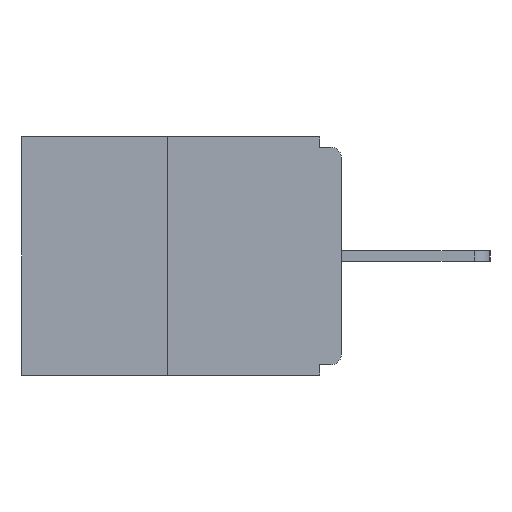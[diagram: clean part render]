
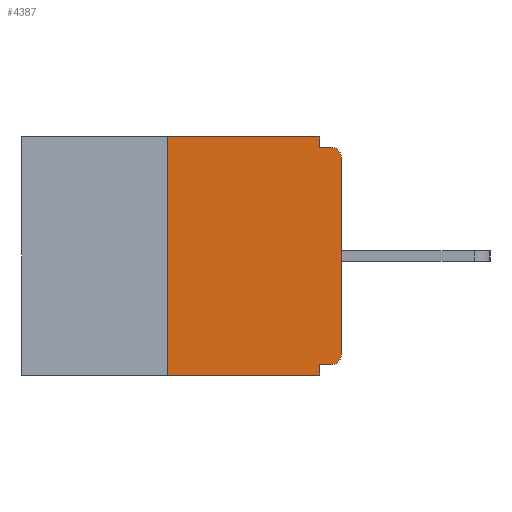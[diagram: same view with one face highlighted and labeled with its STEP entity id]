
A CAD part, left-side view. The second image highlights one B-rep face of the part: STEP entity #4387.
In plain terms, the highlighted planar face has unit normal (-1, 0, 0).
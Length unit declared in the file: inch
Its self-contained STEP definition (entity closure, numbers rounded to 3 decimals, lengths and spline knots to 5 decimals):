
#611 = EDGE_CURVE ( 'NONE', #17871, #18873, #12124, .T. ) ;
#1024 = CARTESIAN_POINT ( 'NONE',  ( 0., 0.015, -0.313 ) ) ;
#1080 = DIRECTION ( 'NONE',  ( -1., 0., 0. ) ) ;
#1261 = VERTEX_POINT ( 'NONE', #11953 ) ;
#1333 = EDGE_CURVE ( 'NONE', #8860, #7295, #5955, .T. ) ;
#1384 = ORIENTED_EDGE ( 'NONE', *, *, #1333, .T. ) ;
#2717 = CARTESIAN_POINT ( 'NONE',  ( 0., 0., -0.313 ) ) ;
#2734 = ORIENTED_EDGE ( 'NONE', *, *, #7190, .T. ) ;
#2849 = DIRECTION ( 'NONE',  ( 0., -1., 0. ) ) ;
#3008 = CARTESIAN_POINT ( 'NONE',  ( 0., 0., -0.328 ) ) ;
#3024 = DIRECTION ( 'NONE',  ( 0., 0., 1. ) ) ;
#3049 = DIRECTION ( 'NONE',  ( 0., -1., 0. ) ) ;
#3166 = VECTOR ( 'NONE', #3516, 39.37008 ) ;
#3287 = EDGE_CURVE ( 'NONE', #16221, #6265, #7464, .T. ) ;
#3332 = ORIENTED_EDGE ( 'NONE', *, *, #12198, .F. ) ;
#3384 = DIRECTION ( 'NONE',  ( 0., 0., 1. ) ) ;
#3516 = DIRECTION ( 'NONE',  ( 0., 0., -1. ) ) ;
#3728 = ORIENTED_EDGE ( 'NONE', *, *, #12402, .F. ) ;
#3787 = DIRECTION ( 'NONE',  ( 0., 0., -1. ) ) ;
#3917 = VERTEX_POINT ( 'NONE', #19120 ) ;
#4066 = DIRECTION ( 'NONE',  ( 0., 0., -1. ) ) ;
#4164 = PLANE ( 'NONE',  #10873 ) ;
#4387 = ADVANCED_FACE ( 'NONE', ( #14557 ), #4164, .F. ) ;
#4502 = DIRECTION ( 'NONE',  ( 0., -1., 0. ) ) ;
#4611 = CIRCLE ( 'NONE', #15595, 0.015 ) ;
#4736 = VECTOR ( 'NONE', #19224, 39.37008 ) ;
#4948 = EDGE_CURVE ( 'NONE', #17871, #9032, #19437, .T. ) ;
#5955 = LINE ( 'NONE', #13137, #10450 ) ;
#6011 = CARTESIAN_POINT ( 'NONE',  ( 0., 0.031, -0.015 ) ) ;
#6054 = CARTESIAN_POINT ( 'NONE',  ( 0., 0.031, -0.343 ) ) ;
#6177 = CARTESIAN_POINT ( 'NONE',  ( 0., 0.46, 0. ) ) ;
#6265 = VERTEX_POINT ( 'NONE', #7377 ) ;
#6554 = CARTESIAN_POINT ( 'NONE',  ( 0., 0.25, 0. ) ) ;
#7190 = EDGE_CURVE ( 'NONE', #7295, #6265, #4611, .T. ) ;
#7295 = VERTEX_POINT ( 'NONE', #8941 ) ;
#7377 = CARTESIAN_POINT ( 'NONE',  ( 0., 0.015, -0.015 ) ) ;
#7464 = LINE ( 'NONE', #13739, #18978 ) ;
#7609 = CIRCLE ( 'NONE', #12635, 0.015 ) ;
#7704 = CARTESIAN_POINT ( 'NONE',  ( 0., 0.25, 0. ) ) ;
#8391 = CARTESIAN_POINT ( 'NONE',  ( 0., 0.46, 0. ) ) ;
#8860 = VERTEX_POINT ( 'NONE', #2717 ) ;
#8941 = CARTESIAN_POINT ( 'NONE',  ( 0., 0., -0.03 ) ) ;
#9032 = VERTEX_POINT ( 'NONE', #6054 ) ;
#9741 = VECTOR ( 'NONE', #2849, 39.37008 ) ;
#10377 = DIRECTION ( 'NONE',  ( 0., 0., -1. ) ) ;
#10412 = EDGE_CURVE ( 'NONE', #18873, #1261, #19362, .T. ) ;
#10443 = ORIENTED_EDGE ( 'NONE', *, *, #12732, .T. ) ;
#10450 = VECTOR ( 'NONE', #3024, 39.37008 ) ;
#10561 = VECTOR ( 'NONE', #4502, 39.37008 ) ;
#10668 = LINE ( 'NONE', #13317, #11000 ) ;
#10873 = AXIS2_PLACEMENT_3D ( 'NONE', #8391, #16050, #4066 ) ;
#11000 = VECTOR ( 'NONE', #10377, 39.37008 ) ;
#11770 = EDGE_LOOP ( 'NONE', ( #14658, #18483, #13177, #17307, #3728, #10443, #1384, #2734, #18245, #3332 ) ) ;
#11953 = CARTESIAN_POINT ( 'NONE',  ( 0., 0.031, 0. ) ) ;
#12087 = CARTESIAN_POINT ( 'NONE',  ( 0., 0.25, -0.343 ) ) ;
#12124 = LINE ( 'NONE', #7704, #19192 ) ;
#12198 = EDGE_CURVE ( 'NONE', #1261, #16221, #15501, .T. ) ;
#12402 = EDGE_CURVE ( 'NONE', #16551, #3917, #16564, .T. ) ;
#12549 = CARTESIAN_POINT ( 'NONE',  ( 0., 0.031, 0. ) ) ;
#12635 = AXIS2_PLACEMENT_3D ( 'NONE', #1024, #19008, #3787 ) ;
#12732 = EDGE_CURVE ( 'NONE', #16551, #8860, #7609, .T. ) ;
#13137 = CARTESIAN_POINT ( 'NONE',  ( 0., 0., 0. ) ) ;
#13177 = ORIENTED_EDGE ( 'NONE', *, *, #4948, .T. ) ;
#13317 = CARTESIAN_POINT ( 'NONE',  ( 0., 0.031, -0.343 ) ) ;
#13739 = CARTESIAN_POINT ( 'NONE',  ( 0., 0., -0.015 ) ) ;
#13748 = EDGE_CURVE ( 'NONE', #3917, #9032, #10668, .T. ) ;
#14347 = CARTESIAN_POINT ( 'NONE',  ( 0., 0.015, -0.328 ) ) ;
#14557 = FACE_OUTER_BOUND ( 'NONE', #11770, .T. ) ;
#14658 = ORIENTED_EDGE ( 'NONE', *, *, #10412, .F. ) ;
#15303 = CARTESIAN_POINT ( 'NONE',  ( 0., 0.46, -0.343 ) ) ;
#15501 = LINE ( 'NONE', #12549, #3166 ) ;
#15595 = AXIS2_PLACEMENT_3D ( 'NONE', #16014, #1080, #17785 ) ;
#16014 = CARTESIAN_POINT ( 'NONE',  ( 0., 0.015, -0.03 ) ) ;
#16050 = DIRECTION ( 'NONE',  ( 1., 0., 0. ) ) ;
#16221 = VERTEX_POINT ( 'NONE', #6011 ) ;
#16551 = VERTEX_POINT ( 'NONE', #14347 ) ;
#16564 = LINE ( 'NONE', #3008, #4736 ) ;
#17307 = ORIENTED_EDGE ( 'NONE', *, *, #13748, .F. ) ;
#17785 = DIRECTION ( 'NONE',  ( 0., 0., -1. ) ) ;
#17871 = VERTEX_POINT ( 'NONE', #12087 ) ;
#18245 = ORIENTED_EDGE ( 'NONE', *, *, #3287, .F. ) ;
#18483 = ORIENTED_EDGE ( 'NONE', *, *, #611, .F. ) ;
#18873 = VERTEX_POINT ( 'NONE', #6554 ) ;
#18978 = VECTOR ( 'NONE', #3049, 39.37008 ) ;
#19008 = DIRECTION ( 'NONE',  ( -1., 0., 0. ) ) ;
#19120 = CARTESIAN_POINT ( 'NONE',  ( 0., 0.031, -0.328 ) ) ;
#19192 = VECTOR ( 'NONE', #3384, 39.37008 ) ;
#19224 = DIRECTION ( 'NONE',  ( 0., 1., 0. ) ) ;
#19362 = LINE ( 'NONE', #6177, #9741 ) ;
#19437 = LINE ( 'NONE', #15303, #10561 ) ;
